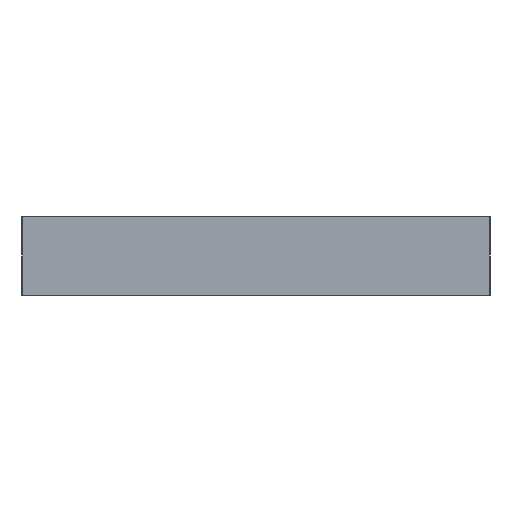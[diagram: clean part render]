
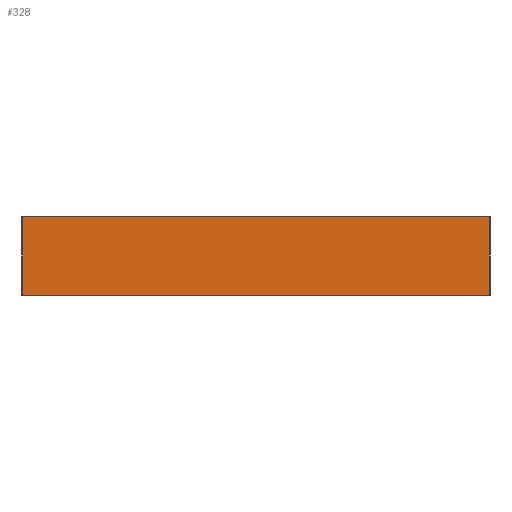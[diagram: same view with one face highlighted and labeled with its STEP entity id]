
A CAD part, left-side view. The second image highlights one B-rep face of the part: STEP entity #328.
In plain terms, the highlighted planar face has unit normal (-1, 0, 0).
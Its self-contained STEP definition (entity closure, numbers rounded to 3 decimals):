
#16=PLANE('',#364);
#28=FACE_OUTER_BOUND('',#46,.T.);
#46=EDGE_LOOP('',(#233,#234,#235,#236));
#66=LINE('',#514,#98);
#67=LINE('',#517,#99);
#68=LINE('',#519,#100);
#69=LINE('',#520,#101);
#98=VECTOR('',#412,10.);
#99=VECTOR('',#415,10.);
#100=VECTOR('',#416,10.);
#101=VECTOR('',#417,10.);
#147=VERTEX_POINT('',#510);
#148=VERTEX_POINT('',#512);
#149=VERTEX_POINT('',#516);
#150=VERTEX_POINT('',#518);
#182=EDGE_CURVE('',#147,#148,#66,.T.);
#183=EDGE_CURVE('',#147,#149,#67,.T.);
#184=EDGE_CURVE('',#150,#148,#68,.T.);
#185=EDGE_CURVE('',#149,#150,#69,.T.);
#233=ORIENTED_EDGE('',*,*,#183,.F.);
#234=ORIENTED_EDGE('',*,*,#182,.T.);
#235=ORIENTED_EDGE('',*,*,#184,.F.);
#236=ORIENTED_EDGE('',*,*,#185,.F.);
#328=ADVANCED_FACE('',(#28),#16,.T.);
#364=AXIS2_PLACEMENT_3D('',#515,#413,#414);
#412=DIRECTION('',(0.,0.,1.));
#413=DIRECTION('center_axis',(-1.,0.,0.));
#414=DIRECTION('ref_axis',(0.,-1.,0.));
#415=DIRECTION('',(0.,1.,0.));
#416=DIRECTION('',(0.,-1.,0.));
#417=DIRECTION('',(0.,0.,1.));
#510=CARTESIAN_POINT('',(-57.5,-9.5,0.));
#512=CARTESIAN_POINT('',(-57.5,-9.5,3.2));
#514=CARTESIAN_POINT('',(-57.5,-9.5,0.));
#515=CARTESIAN_POINT('Origin',(-57.5,9.5,0.));
#516=CARTESIAN_POINT('',(-57.5,9.5,0.));
#517=CARTESIAN_POINT('',(-57.5,-9.5,0.));
#518=CARTESIAN_POINT('',(-57.5,9.5,3.2));
#519=CARTESIAN_POINT('',(-57.5,-9.5,3.2));
#520=CARTESIAN_POINT('',(-57.5,9.5,0.));
